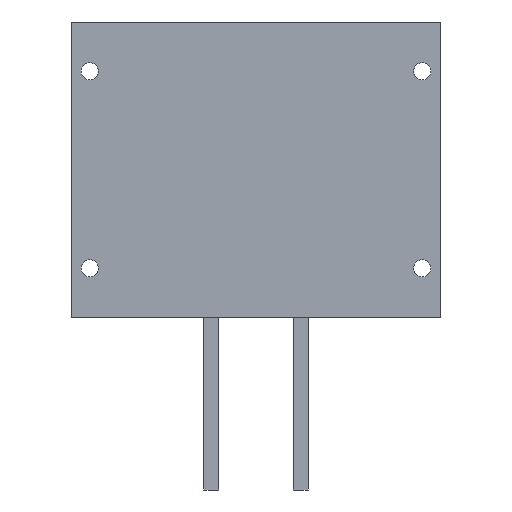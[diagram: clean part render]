
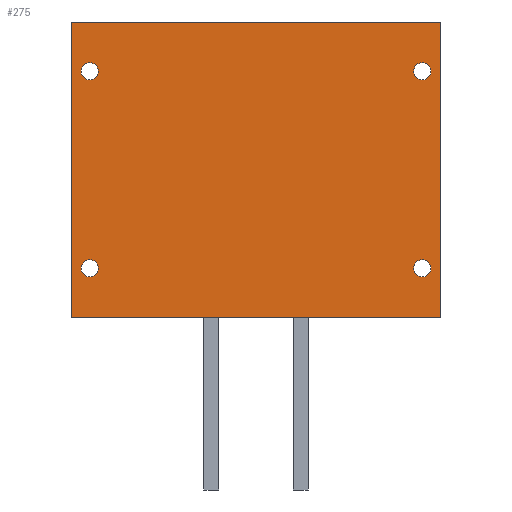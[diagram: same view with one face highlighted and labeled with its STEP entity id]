
A CAD part, front view. The second image highlights one B-rep face of the part: STEP entity #275.
In plain terms, the highlighted planar face has unit normal (0, -1, 0).
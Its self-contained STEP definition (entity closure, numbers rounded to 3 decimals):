
#7 = EDGE_CURVE ( 'NONE', #771, #2067, #214, .T. ) ;
#45 = LINE ( 'NONE', #808, #2052 ) ;
#63 = CARTESIAN_POINT ( 'NONE',  ( 37.5, -5., -30. ) ) ;
#94 = DIRECTION ( 'NONE',  ( 0., -1., 0. ) ) ;
#99 = FACE_BOUND ( 'NONE', #1344, .T. ) ;
#106 = ORIENTED_EDGE ( 'NONE', *, *, #697, .F. ) ;
#111 = FACE_BOUND ( 'NONE', #2314, .T. ) ;
#112 = CARTESIAN_POINT ( 'NONE',  ( 33.75, -5., 20. ) ) ;
#115 = EDGE_LOOP ( 'NONE', ( #1493, #1509, #1845, #662 ) ) ;
#117 = EDGE_CURVE ( 'NONE', #459, #2305, #45, .T. ) ;
#128 = CARTESIAN_POINT ( 'NONE',  ( -33.75, -5., 20. ) ) ;
#133 = ORIENTED_EDGE ( 'NONE', *, *, #2080, .F. ) ;
#202 = EDGE_LOOP ( 'NONE', ( #555, #106 ) ) ;
#210 = CARTESIAN_POINT ( 'NONE',  ( -37.5, -5., 30. ) ) ;
#214 = LINE ( 'NONE', #1245, #744 ) ;
#239 = VECTOR ( 'NONE', #421, 1000. ) ;
#270 = AXIS2_PLACEMENT_3D ( 'NONE', #418, #2201, #2191 ) ;
#275 = ADVANCED_FACE ( 'NONE', ( #648, #111, #1712, #1615, #99 ), #817, .F. ) ;
#324 = CARTESIAN_POINT ( 'NONE',  ( -33.75, -5., 21.75 ) ) ;
#336 = CARTESIAN_POINT ( 'NONE',  ( 0., -5., 0. ) ) ;
#379 = AXIS2_PLACEMENT_3D ( 'NONE', #1266, #407, #918 ) ;
#407 = DIRECTION ( 'NONE',  ( 0., -1., 0. ) ) ;
#418 = CARTESIAN_POINT ( 'NONE',  ( 33.75, -5., 20. ) ) ;
#421 = DIRECTION ( 'NONE',  ( 0., 0., 1. ) ) ;
#426 = CARTESIAN_POINT ( 'NONE',  ( 33.75, -5., -20. ) ) ;
#441 = ORIENTED_EDGE ( 'NONE', *, *, #585, .F. ) ;
#459 = VERTEX_POINT ( 'NONE', #1982 ) ;
#472 = AXIS2_PLACEMENT_3D ( 'NONE', #336, #2272, #1054 ) ;
#482 = CARTESIAN_POINT ( 'NONE',  ( 37.5, -5., 30. ) ) ;
#487 = CARTESIAN_POINT ( 'NONE',  ( -37.5, -5., -30. ) ) ;
#501 = LINE ( 'NONE', #210, #1988 ) ;
#505 = VERTEX_POINT ( 'NONE', #2038 ) ;
#555 = ORIENTED_EDGE ( 'NONE', *, *, #2084, .F. ) ;
#585 = EDGE_CURVE ( 'NONE', #505, #831, #2334, .T. ) ;
#598 = CARTESIAN_POINT ( 'NONE',  ( -33.75, -5., -21.75 ) ) ;
#606 = DIRECTION ( 'NONE',  ( 0., -1., 0. ) ) ;
#637 = VERTEX_POINT ( 'NONE', #1929 ) ;
#640 = VERTEX_POINT ( 'NONE', #2329 ) ;
#648 = FACE_OUTER_BOUND ( 'NONE', #115, .T. ) ;
#662 = ORIENTED_EDGE ( 'NONE', *, *, #1970, .T. ) ;
#697 = EDGE_CURVE ( 'NONE', #719, #640, #1151, .T. ) ;
#719 = VERTEX_POINT ( 'NONE', #324 ) ;
#744 = VECTOR ( 'NONE', #2326, 1000. ) ;
#771 = VERTEX_POINT ( 'NONE', #487 ) ;
#789 = CARTESIAN_POINT ( 'NONE',  ( -33.75, -5., -20. ) ) ;
#808 = CARTESIAN_POINT ( 'NONE',  ( 0., -5., 30. ) ) ;
#817 = PLANE ( 'NONE',  #472 ) ;
#831 = VERTEX_POINT ( 'NONE', #1726 ) ;
#833 = EDGE_CURVE ( 'NONE', #1715, #637, #1650, .T. ) ;
#873 = AXIS2_PLACEMENT_3D ( 'NONE', #951, #1138, #1159 ) ;
#918 = DIRECTION ( 'NONE',  ( 0., 0., 1. ) ) ;
#945 = CARTESIAN_POINT ( 'NONE',  ( 33.75, -5., -20. ) ) ;
#951 = CARTESIAN_POINT ( 'NONE',  ( -33.75, -5., 20. ) ) ;
#994 = CARTESIAN_POINT ( 'NONE',  ( -33.75, -5., -18.25 ) ) ;
#1031 = VERTEX_POINT ( 'NONE', #598 ) ;
#1036 = EDGE_CURVE ( 'NONE', #2067, #2305, #1310, .T. ) ;
#1052 = DIRECTION ( 'NONE',  ( 0., 0., -1. ) ) ;
#1054 = DIRECTION ( 'NONE',  ( 0., 0., 1. ) ) ;
#1094 = CIRCLE ( 'NONE', #270, 1.75 ) ;
#1105 = CARTESIAN_POINT ( 'NONE',  ( 33.75, -5., 18.25 ) ) ;
#1126 = DIRECTION ( 'NONE',  ( 1., 0., 0. ) ) ;
#1138 = DIRECTION ( 'NONE',  ( 0., -1., 0. ) ) ;
#1151 = CIRCLE ( 'NONE', #1536, 1.75 ) ;
#1159 = DIRECTION ( 'NONE',  ( 0., 0., -1. ) ) ;
#1195 = DIRECTION ( 'NONE',  ( 0., 0., 1. ) ) ;
#1209 = DIRECTION ( 'NONE',  ( 0., -1., 0. ) ) ;
#1219 = ORIENTED_EDGE ( 'NONE', *, *, #1269, .F. ) ;
#1245 = CARTESIAN_POINT ( 'NONE',  ( 0., -5., -30. ) ) ;
#1266 = CARTESIAN_POINT ( 'NONE',  ( -33.75, -5., -20. ) ) ;
#1269 = EDGE_CURVE ( 'NONE', #1353, #1031, #2069, .T. ) ;
#1276 = CIRCLE ( 'NONE', #379, 1.75 ) ;
#1295 = AXIS2_PLACEMENT_3D ( 'NONE', #426, #94, #1531 ) ;
#1310 = LINE ( 'NONE', #482, #239 ) ;
#1318 = DIRECTION ( 'NONE',  ( 0., 0., 1. ) ) ;
#1344 = EDGE_LOOP ( 'NONE', ( #2028, #133 ) ) ;
#1353 = VERTEX_POINT ( 'NONE', #994 ) ;
#1361 = ORIENTED_EDGE ( 'NONE', *, *, #1751, .F. ) ;
#1406 = DIRECTION ( 'NONE',  ( 0., 0., -1. ) ) ;
#1485 = AXIS2_PLACEMENT_3D ( 'NONE', #945, #1980, #1853 ) ;
#1493 = ORIENTED_EDGE ( 'NONE', *, *, #7, .T. ) ;
#1509 = ORIENTED_EDGE ( 'NONE', *, *, #1036, .T. ) ;
#1531 = DIRECTION ( 'NONE',  ( 0., 0., -1. ) ) ;
#1536 = AXIS2_PLACEMENT_3D ( 'NONE', #128, #1579, #1052 ) ;
#1561 = ORIENTED_EDGE ( 'NONE', *, *, #1670, .F. ) ;
#1579 = DIRECTION ( 'NONE',  ( 0., -1., 0. ) ) ;
#1582 = AXIS2_PLACEMENT_3D ( 'NONE', #112, #1209, #1195 ) ;
#1615 = FACE_BOUND ( 'NONE', #1735, .T. ) ;
#1650 = CIRCLE ( 'NONE', #1582, 1.75 ) ;
#1670 = EDGE_CURVE ( 'NONE', #831, #505, #2315, .T. ) ;
#1712 = FACE_BOUND ( 'NONE', #202, .T. ) ;
#1715 = VERTEX_POINT ( 'NONE', #1105 ) ;
#1726 = CARTESIAN_POINT ( 'NONE',  ( 33.75, -5., -18.25 ) ) ;
#1735 = EDGE_LOOP ( 'NONE', ( #441, #1561 ) ) ;
#1751 = EDGE_CURVE ( 'NONE', #1031, #1353, #1276, .T. ) ;
#1845 = ORIENTED_EDGE ( 'NONE', *, *, #117, .F. ) ;
#1853 = DIRECTION ( 'NONE',  ( 0., 0., -1. ) ) ;
#1878 = AXIS2_PLACEMENT_3D ( 'NONE', #789, #606, #1318 ) ;
#1924 = CARTESIAN_POINT ( 'NONE',  ( 37.5, -5., 30. ) ) ;
#1929 = CARTESIAN_POINT ( 'NONE',  ( 33.75, -5., 21.75 ) ) ;
#1970 = EDGE_CURVE ( 'NONE', #459, #771, #501, .T. ) ;
#1980 = DIRECTION ( 'NONE',  ( 0., -1., 0. ) ) ;
#1982 = CARTESIAN_POINT ( 'NONE',  ( -37.5, -5., 30. ) ) ;
#1988 = VECTOR ( 'NONE', #1406, 1000. ) ;
#2028 = ORIENTED_EDGE ( 'NONE', *, *, #833, .F. ) ;
#2038 = CARTESIAN_POINT ( 'NONE',  ( 33.75, -5., -21.75 ) ) ;
#2052 = VECTOR ( 'NONE', #1126, 1000. ) ;
#2067 = VERTEX_POINT ( 'NONE', #63 ) ;
#2069 = CIRCLE ( 'NONE', #1878, 1.75 ) ;
#2080 = EDGE_CURVE ( 'NONE', #637, #1715, #1094, .T. ) ;
#2084 = EDGE_CURVE ( 'NONE', #640, #719, #2190, .T. ) ;
#2190 = CIRCLE ( 'NONE', #873, 1.75 ) ;
#2191 = DIRECTION ( 'NONE',  ( 0., 0., 1. ) ) ;
#2201 = DIRECTION ( 'NONE',  ( 0., -1., 0. ) ) ;
#2272 = DIRECTION ( 'NONE',  ( 0., 1., 0. ) ) ;
#2305 = VERTEX_POINT ( 'NONE', #1924 ) ;
#2314 = EDGE_LOOP ( 'NONE', ( #1361, #1219 ) ) ;
#2315 = CIRCLE ( 'NONE', #1485, 1.75 ) ;
#2326 = DIRECTION ( 'NONE',  ( 1., 0., 0. ) ) ;
#2329 = CARTESIAN_POINT ( 'NONE',  ( -33.75, -5., 18.25 ) ) ;
#2334 = CIRCLE ( 'NONE', #1295, 1.75 ) ;
